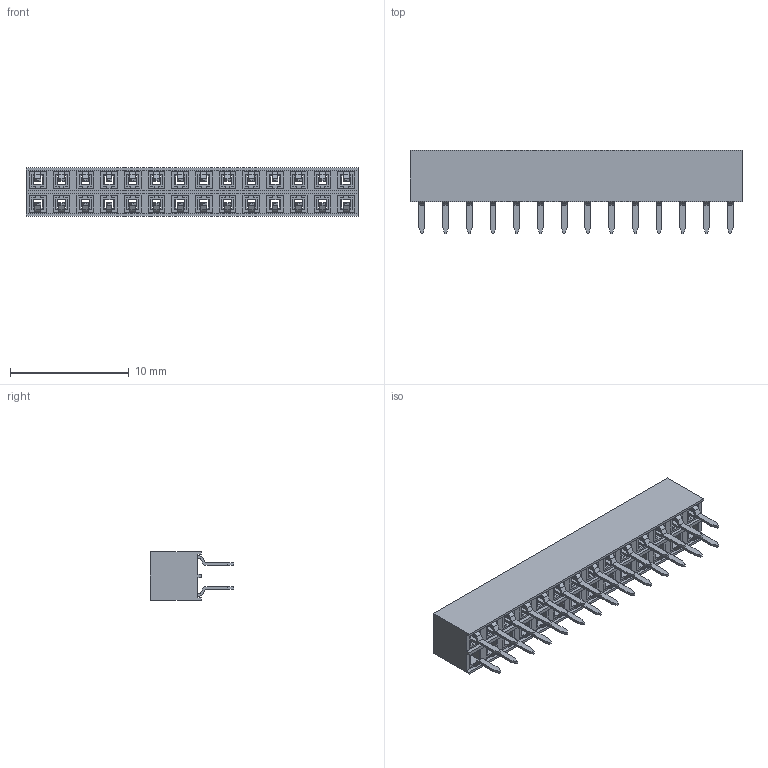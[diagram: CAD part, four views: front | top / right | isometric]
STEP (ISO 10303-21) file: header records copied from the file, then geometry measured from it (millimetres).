
FILE_DESCRIPTION (( 'STEP AP214' ), '1' );
FILE_NAME ('A170DA06-0245-41C5-AE22-495BCC3C655C.STEP', '2025-04-24T07:48:54', ( '' ), ( '' ), 'SwSTEP 2.0', 'SolidWorks 2022', '' );
FILE_SCHEMA (( 'AUTOMOTIVE_DESIGN' ));
Length unit declared in the file: millimetre
Products named in the file (1): A170DA06-0245-41C5-AE22-495BCC3C655C
Bounding box: 28 x 7 x 4.1 mm (x, y, z)
Volume: 347 mm3; surface area: 2036 mm2
Topology: 29 solids, 29 shells, 1134 faces, 3032 edges, 1984 vertices
Faces by surface type: plane 1050, cylinder 84
Entity records: 35006 total; most frequent: CARTESIAN_POINT 6151, ORIENTED_EDGE 6064, DIRECTION 5470, EDGE_CURVE 3032, LINE 2864, VECTOR 2864, VERTEX_POINT 1984, AXIS2_PLACEMENT_3D 1303
